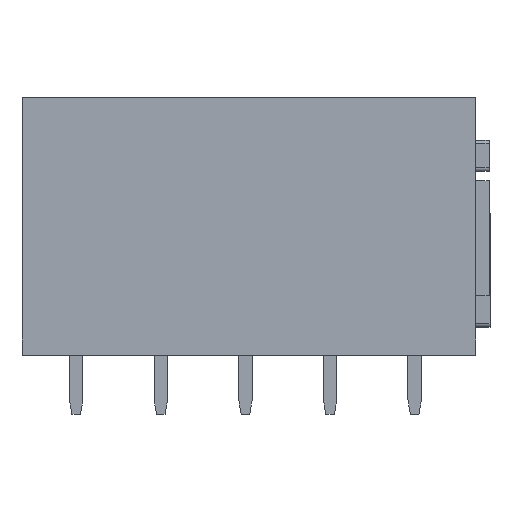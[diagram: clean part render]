
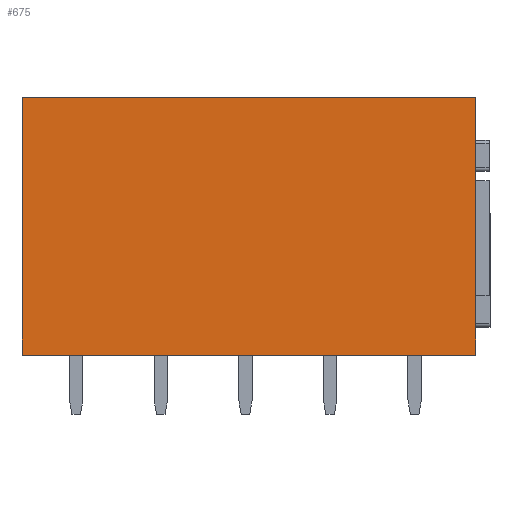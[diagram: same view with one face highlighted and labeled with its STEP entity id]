
A CAD part, front view. The second image highlights one B-rep face of the part: STEP entity #675.
In plain terms, the highlighted planar face has unit normal (0, -1, 0).
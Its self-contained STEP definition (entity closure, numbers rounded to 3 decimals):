
#655=AXIS2_PLACEMENT_3D('Plane Axis2P3D',#652,#653,#654) ;
#383=CARTESIAN_POINT('Vertex',(26.8,0.,18.7)) ;
#386=CARTESIAN_POINT('Line Origine',(26.8,0.,11.1)) ;
#390=CARTESIAN_POINT('Vertex',(26.8,0.,3.5)) ;
#633=CARTESIAN_POINT('Line Origine',(13.4,0.,3.5)) ;
#637=CARTESIAN_POINT('Vertex',(0.,0.,3.5)) ;
#652=CARTESIAN_POINT('Axis2P3D Location',(0.,0.,18.7)) ;
#657=CARTESIAN_POINT('Line Origine',(13.4,0.,18.7)) ;
#661=CARTESIAN_POINT('Vertex',(0.,0.,18.7)) ;
#664=CARTESIAN_POINT('Line Origine',(0.,0.,11.1)) ;
#387=DIRECTION('Vector Direction',(0.,0.,-1.)) ;
#634=DIRECTION('Vector Direction',(1.,0.,0.)) ;
#653=DIRECTION('Axis2P3D Direction',(0.,-1.,0.)) ;
#654=DIRECTION('Axis2P3D XDirection',(0.,0.,-1.)) ;
#658=DIRECTION('Vector Direction',(1.,0.,0.)) ;
#665=DIRECTION('Vector Direction',(0.,0.,-1.)) ;
#388=VECTOR('Line Direction',#387,1.) ;
#635=VECTOR('Line Direction',#634,1.) ;
#659=VECTOR('Line Direction',#658,1.) ;
#666=VECTOR('Line Direction',#665,1.) ;
#670=ORIENTED_EDGE('',*,*,#392,.T.) ;
#671=ORIENTED_EDGE('',*,*,#663,.F.) ;
#672=ORIENTED_EDGE('',*,*,#668,.F.) ;
#673=ORIENTED_EDGE('',*,*,#639,.T.) ;
#675=ADVANCED_FACE('_LMFS 5.00/05/180  3.5SN OR BX 1330470000',(#674),#656,.T.) ;
#392=EDGE_CURVE('',#391,#384,#389,.F.) ;
#639=EDGE_CURVE('',#638,#391,#636,.T.) ;
#663=EDGE_CURVE('',#662,#384,#660,.T.) ;
#668=EDGE_CURVE('',#638,#662,#667,.F.) ;
#669=EDGE_LOOP('',(#670,#671,#672,#673)) ;
#674=FACE_OUTER_BOUND('',#669,.T.) ;
#389=LINE('Line',#386,#388) ;
#636=LINE('Line',#633,#635) ;
#660=LINE('Line',#657,#659) ;
#667=LINE('Line',#664,#666) ;
#656=PLANE('',#655) ;
#384=VERTEX_POINT('',#383) ;
#391=VERTEX_POINT('',#390) ;
#638=VERTEX_POINT('',#637) ;
#662=VERTEX_POINT('',#661) ;
